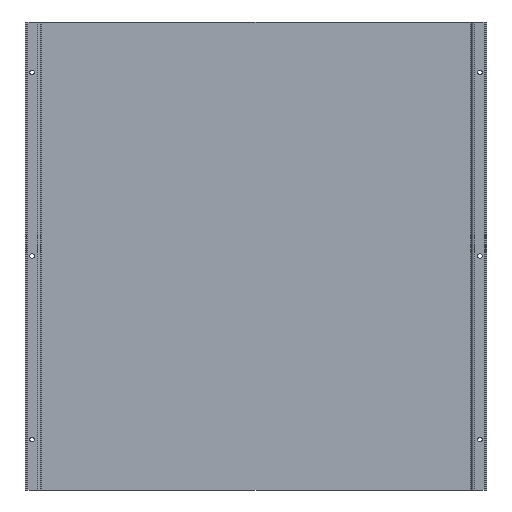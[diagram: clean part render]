
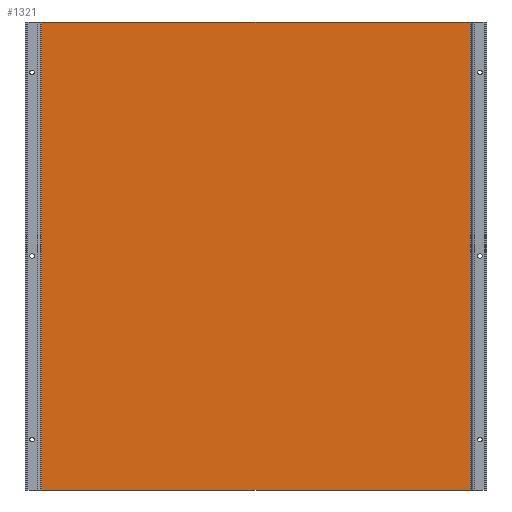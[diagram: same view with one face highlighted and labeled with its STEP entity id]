
A CAD part, front view. The second image highlights one B-rep face of the part: STEP entity #1321.
In plain terms, the highlighted planar face has unit normal (0, -1, 0).
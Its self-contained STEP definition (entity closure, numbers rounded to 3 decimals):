
#39 = CARTESIAN_POINT ( 'NONE',  ( 233.5, 45., 255. ) ) ;
#49 = VECTOR ( 'NONE', #1067, 1000. ) ;
#50 = VECTOR ( 'NONE', #1422, 1000. ) ;
#59 = LINE ( 'NONE', #1714, #49 ) ;
#68 = LINE ( 'NONE', #1568, #50 ) ;
#137 = VECTOR ( 'NONE', #437, 1000. ) ;
#141 = LINE ( 'NONE', #458, #137 ) ;
#157 = LINE ( 'NONE', #774, #163 ) ;
#163 = VECTOR ( 'NONE', #786, 1000. ) ;
#437 = DIRECTION ( 'NONE',  ( -1., 0., 0. ) ) ;
#458 = CARTESIAN_POINT ( 'NONE',  ( -236.5, 45., -255. ) ) ;
#774 = CARTESIAN_POINT ( 'NONE',  ( -236.5, 45., 255. ) ) ;
#786 = DIRECTION ( 'NONE',  ( -1., 0., 0. ) ) ;
#826 = EDGE_CURVE ( 'NONE', #1393, #1341, #157, .T. ) ;
#849 = EDGE_CURVE ( 'NONE', #1601, #2018, #141, .T. ) ;
#932 = EDGE_CURVE ( 'NONE', #1341, #2018, #59, .T. ) ;
#935 = EDGE_CURVE ( 'NONE', #1393, #1601, #68, .T. ) ;
#986 = CARTESIAN_POINT ( 'NONE',  ( -233.5, 45., 255. ) ) ;
#1067 = DIRECTION ( 'NONE',  ( 0., 0., -1. ) ) ;
#1117 = EDGE_LOOP ( 'NONE', ( #1265, #1490, #1344, #1380 ) ) ;
#1212 = CARTESIAN_POINT ( 'NONE',  ( -233.5, 45., -255. ) ) ;
#1265 = ORIENTED_EDGE ( 'NONE', *, *, #849, .F. ) ;
#1321 = ADVANCED_FACE ( 'NONE', ( #1797 ), #2005, .T. ) ;
#1341 = VERTEX_POINT ( 'NONE', #986 ) ;
#1344 = ORIENTED_EDGE ( 'NONE', *, *, #826, .T. ) ;
#1380 = ORIENTED_EDGE ( 'NONE', *, *, #932, .T. ) ;
#1393 = VERTEX_POINT ( 'NONE', #39 ) ;
#1422 = DIRECTION ( 'NONE',  ( 0., 0., -1. ) ) ;
#1490 = ORIENTED_EDGE ( 'NONE', *, *, #935, .F. ) ;
#1536 = DIRECTION ( 'NONE',  ( 1., 0., 0. ) ) ;
#1568 = CARTESIAN_POINT ( 'NONE',  ( 233.5, 45., 255. ) ) ;
#1601 = VERTEX_POINT ( 'NONE', #1705 ) ;
#1689 = CARTESIAN_POINT ( 'NONE',  ( -236.5, 45., 255. ) ) ;
#1705 = CARTESIAN_POINT ( 'NONE',  ( 233.5, 45., -255. ) ) ;
#1714 = CARTESIAN_POINT ( 'NONE',  ( -233.5, 45., 255. ) ) ;
#1797 = FACE_OUTER_BOUND ( 'NONE', #1117, .T. ) ;
#1995 = DIRECTION ( 'NONE',  ( 0., -1., 0. ) ) ;
#2005 = PLANE ( 'NONE',  #2097 ) ;
#2018 = VERTEX_POINT ( 'NONE', #1212 ) ;
#2097 = AXIS2_PLACEMENT_3D ( 'NONE', #1689, #1995, #1536 ) ;
